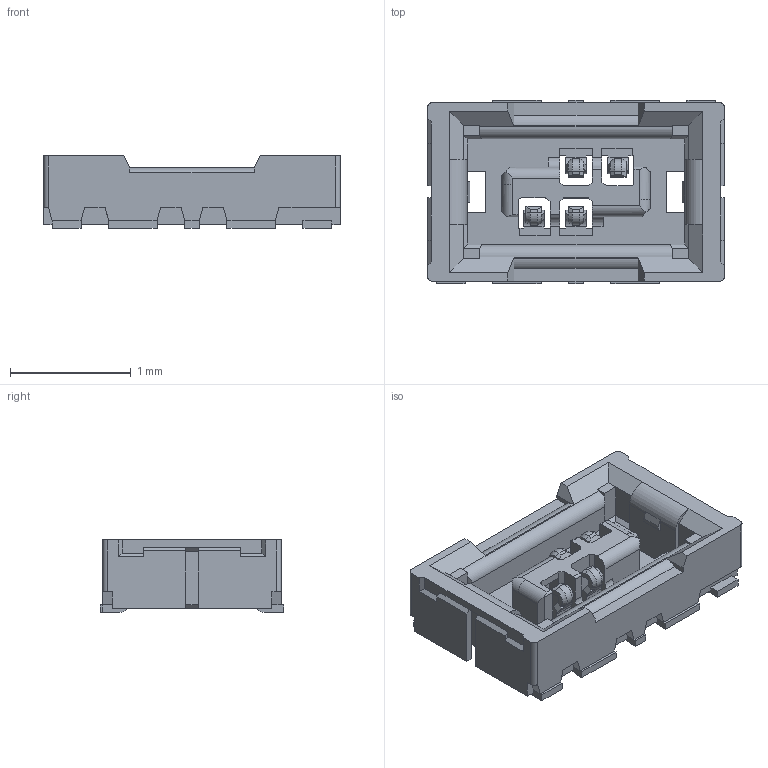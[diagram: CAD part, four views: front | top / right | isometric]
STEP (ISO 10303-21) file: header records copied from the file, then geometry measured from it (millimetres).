
FILE_DESCRIPTION(('Creo Elements/Direct Modeling STEP Export'),'2;1');
FILE_NAME('BM29B0.6-2DS2-0.35V.stp','2015-09-28T17:48:50',(''),(''),'Creo Elements/Direct Modeling STEP processor for AP214 (Solid Model)','Creo Elements/Direct Modeling 18.1E 22-Nov-2013 (C) Parametric Technology GmbH','');
FILE_SCHEMA(('AUTOMOTIVE_DESIGN { 1 0 10303 214 1 1 1 1 }'));
Length unit declared in the file: millimetre
Products named in the file (1): BM29B0.6-2DS2-0.35V
Bounding box: 2.46 x 1.52 x 0.6 mm (x, y, z)
Volume: 1.2 mm3; surface area: 17.6 mm2
Topology: 1 solids, 1 shells, 465 faces, 1312 edges, 850 vertices
Faces by surface type: plane 388, cylinder 69, cone 8
Entity records: 18573 total; most frequent: CARTESIAN_POINT 2695, ORIENTED_EDGE 2624, DIRECTION 2380, EDGE_CURVE 1312, VECTOR 1156, LINE 1156, VERTEX_POINT 850, AXIS2_PLACEMENT_3D 612
